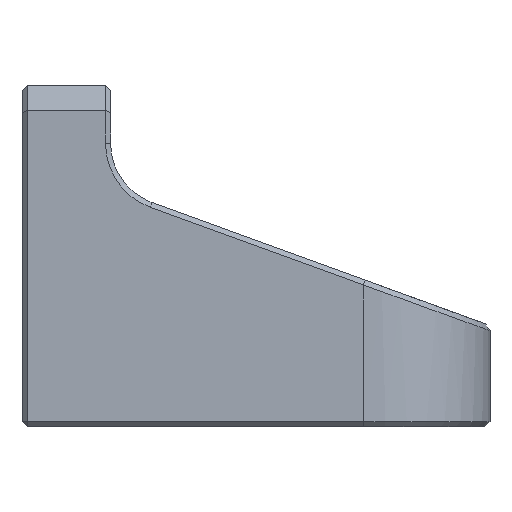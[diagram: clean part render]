
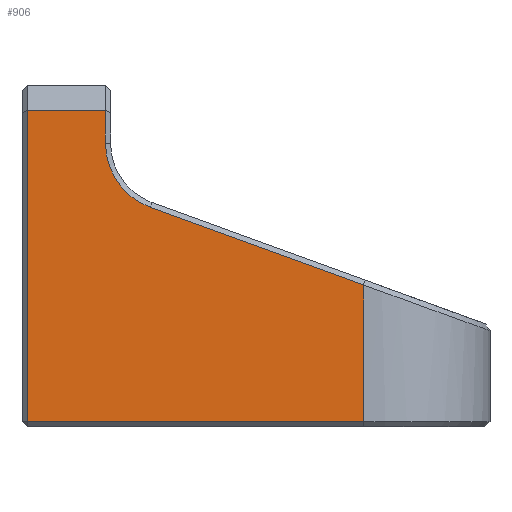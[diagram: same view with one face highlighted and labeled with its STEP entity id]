
A CAD part, front view. The second image highlights one B-rep face of the part: STEP entity #906.
In plain terms, the highlighted planar face has unit normal (0, -1, 0).
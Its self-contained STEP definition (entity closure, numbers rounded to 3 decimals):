
#229 = VERTEX_POINT('',#230);
#230 = CARTESIAN_POINT('',(6.6,-60.,5.42));
#236 = EDGE_CURVE('',#229,#237,#239,.T.);
#237 = VERTEX_POINT('',#238);
#238 = CARTESIAN_POINT('',(6.6,-60.,8.));
#239 = LINE('',#240,#241);
#240 = CARTESIAN_POINT('',(6.6,-60.,5.42));
#241 = VECTOR('',#242,1.);
#242 = DIRECTION('',(0.,0.,1.));
#802 = VERTEX_POINT('',#803);
#803 = CARTESIAN_POINT('',(10.153,-60.,0.346));
#809 = EDGE_CURVE('',#802,#229,#810,.T.);
#810 = CIRCLE('',#811,5.4);
#811 = AXIS2_PLACEMENT_3D('',#812,#813,#814);
#812 = CARTESIAN_POINT('',(12.,-60.,5.42));
#813 = DIRECTION('',(0.,1.,-0.));
#814 = DIRECTION('',(-0.342,-0.,-0.94));
#906 = ADVANCED_FACE('',(#907),#949,.T.);
#907 = FACE_BOUND('',#908,.T.);
#908 = EDGE_LOOP('',(#909,#917,#925,#933,#941,#947,#948));
#909 = ORIENTED_EDGE('',*,*,#910,.F.);
#910 = EDGE_CURVE('',#911,#237,#913,.T.);
#911 = VERTEX_POINT('',#912);
#912 = CARTESIAN_POINT('',(0.4,-60.,8.));
#913 = LINE('',#914,#915);
#914 = CARTESIAN_POINT('',(0.,-60.,8.));
#915 = VECTOR('',#916,1.);
#916 = DIRECTION('',(1.,0.,0.));
#917 = ORIENTED_EDGE('',*,*,#918,.F.);
#918 = EDGE_CURVE('',#919,#911,#921,.T.);
#919 = VERTEX_POINT('',#920);
#920 = CARTESIAN_POINT('',(0.4,-60.,-16.6));
#921 = LINE('',#922,#923);
#922 = CARTESIAN_POINT('',(0.4,-60.,-17.));
#923 = VECTOR('',#924,1.);
#924 = DIRECTION('',(0.,0.,1.));
#925 = ORIENTED_EDGE('',*,*,#926,.F.);
#926 = EDGE_CURVE('',#927,#919,#929,.T.);
#927 = VERTEX_POINT('',#928);
#928 = CARTESIAN_POINT('',(27.,-60.,-16.6));
#929 = LINE('',#930,#931);
#930 = CARTESIAN_POINT('',(27.,-60.,-16.6));
#931 = VECTOR('',#932,1.);
#932 = DIRECTION('',(-1.,-0.,-0.));
#933 = ORIENTED_EDGE('',*,*,#934,.T.);
#934 = EDGE_CURVE('',#927,#935,#937,.T.);
#935 = VERTEX_POINT('',#936);
#936 = CARTESIAN_POINT('',(27.,-60.,-5.786));
#937 = LINE('',#938,#939);
#938 = CARTESIAN_POINT('',(27.,-60.,-17.));
#939 = VECTOR('',#940,1.);
#940 = DIRECTION('',(0.,0.,1.));
#941 = ORIENTED_EDGE('',*,*,#942,.T.);
#942 = EDGE_CURVE('',#935,#802,#943,.T.);
#943 = LINE('',#944,#945);
#944 = CARTESIAN_POINT('',(26.863,-60.,-5.736));
#945 = VECTOR('',#946,1.);
#946 = DIRECTION('',(-0.94,0.,0.342));
#947 = ORIENTED_EDGE('',*,*,#809,.T.);
#948 = ORIENTED_EDGE('',*,*,#236,.T.);
#949 = PLANE('',#950);
#950 = AXIS2_PLACEMENT_3D('',#951,#952,#953);
#951 = CARTESIAN_POINT('',(9.981,-60.,-7.019));
#952 = DIRECTION('',(-0.,-1.,-0.));
#953 = DIRECTION('',(0.,0.,-1.));
